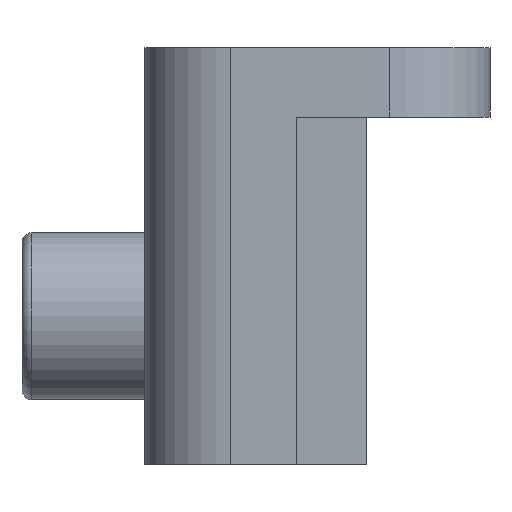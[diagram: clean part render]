
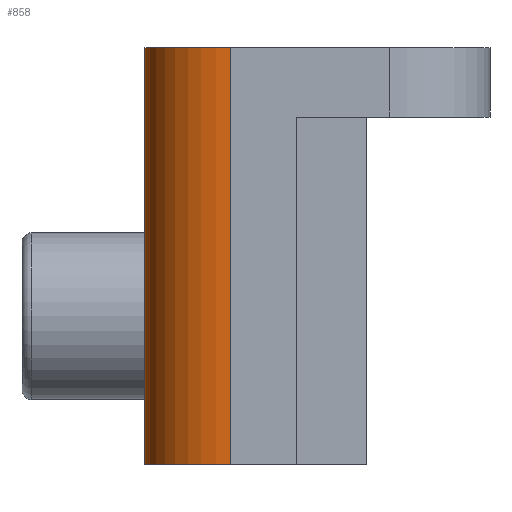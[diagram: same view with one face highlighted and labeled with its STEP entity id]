
A CAD part, left-side view. The second image highlights one B-rep face of the part: STEP entity #858.
In plain terms, the highlighted cylindrical face has radius 1.85 mm (diameter 3.7 mm), a partial arc.
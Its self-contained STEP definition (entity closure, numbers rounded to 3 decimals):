
#29=CYLINDRICAL_SURFACE('',#944,1.85);
#35=CIRCLE('',#880,1.85);
#39=CIRCLE('',#890,1.85);
#103=FACE_OUTER_BOUND('',#150,.T.);
#150=EDGE_LOOP('',(#768,#769,#770,#771));
#238=LINE('',#1415,#331);
#245=LINE('',#1435,#338);
#331=VECTOR('',#1148,1000.);
#338=VECTOR('',#1179,1000.);
#355=VERTEX_POINT('',#1223);
#356=VERTEX_POINT('',#1225);
#385=VERTEX_POINT('',#1296);
#386=VERTEX_POINT('',#1298);
#437=EDGE_CURVE('',#356,#355,#35,.T.);
#474=EDGE_CURVE('',#385,#386,#39,.T.);
#531=EDGE_CURVE('',#355,#386,#238,.T.);
#539=EDGE_CURVE('',#385,#356,#245,.T.);
#768=ORIENTED_EDGE('',*,*,#539,.T.);
#769=ORIENTED_EDGE('',*,*,#437,.T.);
#770=ORIENTED_EDGE('',*,*,#531,.T.);
#771=ORIENTED_EDGE('',*,*,#474,.F.);
#858=ADVANCED_FACE('',(#103),#29,.T.);
#880=AXIS2_PLACEMENT_3D('',#1226,#974,#975);
#890=AXIS2_PLACEMENT_3D('',#1299,#1027,#1028);
#944=AXIS2_PLACEMENT_3D('',#1434,#1177,#1178);
#974=DIRECTION('center_axis',(0.,0.,-1.));
#975=DIRECTION('ref_axis',(-1.,0.,0.));
#1027=DIRECTION('center_axis',(0.,0.,-1.));
#1028=DIRECTION('ref_axis',(-1.,0.,0.));
#1148=DIRECTION('',(0.,0.,-1.));
#1177=DIRECTION('center_axis',(0.,0.,
-1.));
#1178=DIRECTION('ref_axis',(-1.,0.,0.));
#1179=DIRECTION('',(0.,0.,1.));
#1223=CARTESIAN_POINT('',(-29.45,55.751,1.91));
#1225=CARTESIAN_POINT('',(-31.3,53.901,1.91));
#1226=CARTESIAN_POINT('Origin',(-29.45,53.901,1.91));
#1296=CARTESIAN_POINT('',(-31.3,53.901,-7.09));
#1298=CARTESIAN_POINT('',(-29.45,55.751,-7.09));
#1299=CARTESIAN_POINT('Origin',(-29.45,53.901,-7.09));
#1415=CARTESIAN_POINT('',(-29.45,55.751,2.11));
#1434=CARTESIAN_POINT('Origin',(-29.45,53.901,2.11));
#1435=CARTESIAN_POINT('',(-31.3,53.901,2.11));
